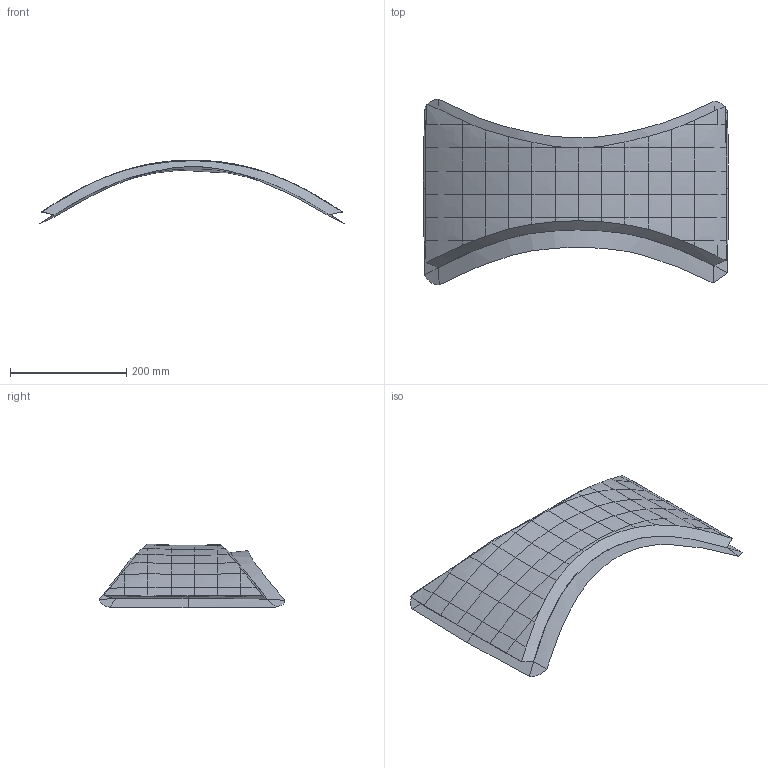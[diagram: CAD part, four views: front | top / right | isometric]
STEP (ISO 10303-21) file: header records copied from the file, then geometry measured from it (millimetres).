
FILE_DESCRIPTION (( 'STEP AP214' ), '1' );
FILE_NAME ('solid sheet.STEP', '2017-11-21T20:14:59', ( 'y550' ), ( '' ), 'SwSTEP 2.0', 'SolidWorks 2017', '' );
FILE_SCHEMA (( 'AUTOMOTIVE_DESIGN' ));
Length unit declared in the file: millimetre
Products named in the file (1): solid sheet
Bounding box: 525.98 x 319.77 x 109.85 mm (x, y, z)
Surface area: 358034.5 mm2 (no closed solid volume)
Topology: 0 solids, 4 shells, 110 faces, 264 edges, 158 vertices
Faces by surface type: bspline 105, plane 5
Entity records: 15574 total; most frequent: CARTESIAN_POINT 13865, ORIENTED_EDGE 497, EDGE_CURVE 264, B_SPLINE_CURVE_WITH_KNOTS 252, VERTEX_POINT 158, ADVANCED_FACE 110, FACE_OUTER_BOUND 110, EDGE_LOOP 110
